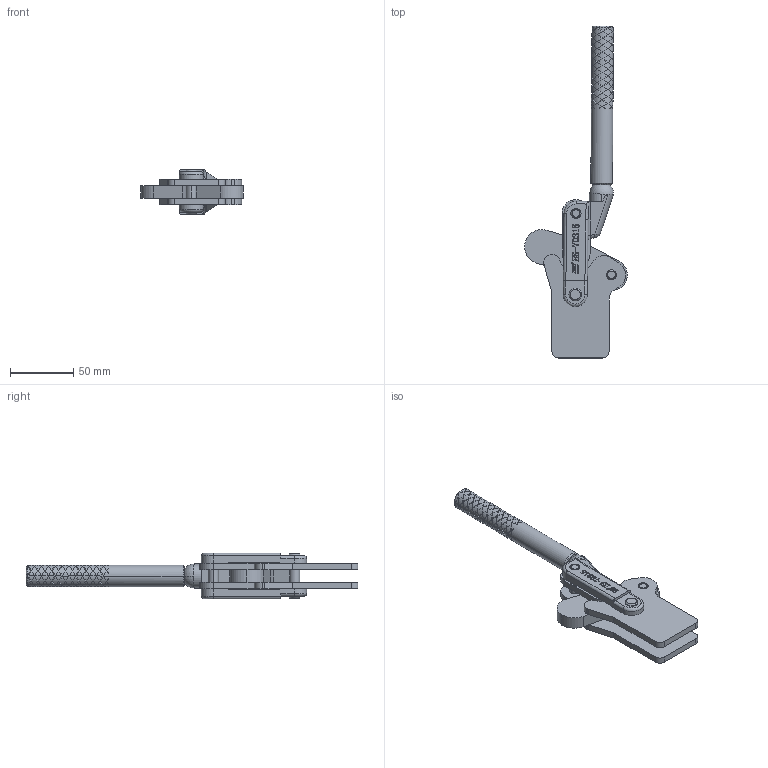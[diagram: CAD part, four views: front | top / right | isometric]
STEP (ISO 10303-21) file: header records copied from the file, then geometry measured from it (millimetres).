
FILE_DESCRIPTION (( 'STEP AP203' ), '1' );
FILE_NAME ('HS-70315 装配体.STEP', '2018-12-07T08:10:28', ( 'PCOS' ), ( '微软中国' ), 'SwSTEP 2.0', 'SolidWorks 2012', '' );
FILE_SCHEMA (( 'CONFIG_CONTROL_DESIGN' ));
Products named in the file (8): HS-70315 蚾饜极; 揤梟; 种3; 种2; 种1; 忒參; 蟀裝; 菁釱
Assembly tree (9 placements, depth 2):
  HS-70315 蚾饜极
    菁釱
    蟀裝  x2
    忒參
    种1  x2
    种2
    种3
    揤梟
Bounding box: 80.92 x 261.89 x 36 mm (x, y, z)
Volume: 129649.1 mm3; surface area: 52732 mm2
Topology: 10 solids, 10 shells, 1297 faces, 2969 edges, 1719 vertices
Faces by surface type: bspline 745, cylinder 278, plane 248, cone 20, torus 4, sphere 2
Entity records: 159055 total; most frequent: CARTESIAN_POINT 136899, ORIENTED_EDGE 5852, EDGE_CURVE 2926, DIRECTION 2491, VERTEX_POINT 1693, EDGE_LOOP 1331, ADVANCED_FACE 1278, FACE_OUTER_BOUND 1278
